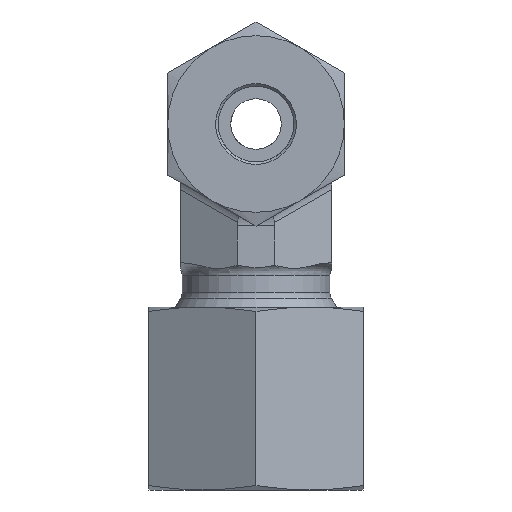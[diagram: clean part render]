
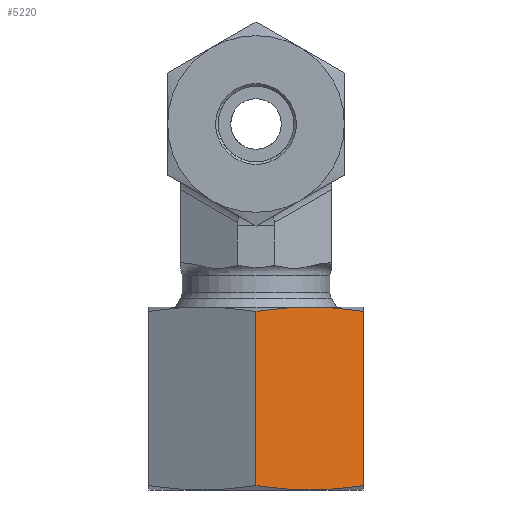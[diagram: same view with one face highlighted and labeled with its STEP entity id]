
A CAD part, front view. The second image highlights one B-rep face of the part: STEP entity #5220.
In plain terms, the highlighted face is planar.
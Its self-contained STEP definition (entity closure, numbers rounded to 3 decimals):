
#4605=CARTESIAN_POINT('',(4.25,7.361,14.5));
#4606=VERTEX_POINT('',#4605);
#4784=CARTESIAN_POINT('',(0.,9.815,14.148));
#4785=VERTEX_POINT('',#4784);
#4786=CARTESIAN_POINT('',(0.,9.815,14.148));
#4787=CARTESIAN_POINT('',(2.278,8.5,14.5));
#4788=CARTESIAN_POINT('',(4.25,7.361,14.5));
#4796=(BOUNDED_CURVE()B_SPLINE_CURVE(2,(#4786,#4787,#4788),.UNSPECIFIED.,.F.,.U.)B_SPLINE_CURVE_WITH_KNOTS((3,3),(0.874,1.492),.UNSPECIFIED.)CURVE()GEOMETRIC_REPRESENTATION_ITEM()RATIONAL_B_SPLINE_CURVE((1.109,1.093,1.0))REPRESENTATION_ITEM(''));
#4797=EDGE_CURVE('',#4785,#4606,#4796,.T.);
#4821=CARTESIAN_POINT('',(8.5,4.907,14.148));
#4822=VERTEX_POINT('',#4821);
#4823=CARTESIAN_POINT('',(4.25,7.361,14.5));
#4824=CARTESIAN_POINT('',(6.222,6.222,14.5));
#4825=CARTESIAN_POINT('',(8.5,4.907,14.148));
#4833=(BOUNDED_CURVE()B_SPLINE_CURVE(2,(#4823,#4824,#4825),.UNSPECIFIED.,.F.,.U.)B_SPLINE_CURVE_WITH_KNOTS((3,3),(1.492,2.11),.UNSPECIFIED.)CURVE()GEOMETRIC_REPRESENTATION_ITEM()RATIONAL_B_SPLINE_CURVE((1.0,1.093,1.109))REPRESENTATION_ITEM(''));
#4834=EDGE_CURVE('',#4606,#4822,#4833,.T.);
#4932=CARTESIAN_POINT('',(8.5,4.907,0.352));
#4933=VERTEX_POINT('',#4932);
#4934=CARTESIAN_POINT('',(4.25,7.361,0.0));
#4935=VERTEX_POINT('',#4934);
#4936=CARTESIAN_POINT('',(8.5,4.907,0.352));
#4937=CARTESIAN_POINT('',(6.222,6.222,0.));
#4938=CARTESIAN_POINT('',(4.25,7.361,0.0));
#4946=(BOUNDED_CURVE()B_SPLINE_CURVE(2,(#4936,#4937,#4938),.UNSPECIFIED.,.F.,.U.)B_SPLINE_CURVE_WITH_KNOTS((3,3),(0.874,1.492),.UNSPECIFIED.)CURVE()GEOMETRIC_REPRESENTATION_ITEM()RATIONAL_B_SPLINE_CURVE((1.109,1.093,1.0))REPRESENTATION_ITEM(''));
#4947=EDGE_CURVE('',#4933,#4935,#4946,.T.);
#4979=CARTESIAN_POINT('',(0.,9.815,0.352));
#4980=VERTEX_POINT('',#4979);
#4996=CARTESIAN_POINT('',(4.25,7.361,0.0));
#4997=CARTESIAN_POINT('',(2.278,8.5,0.));
#4998=CARTESIAN_POINT('',(0.,9.815,0.352));
#5006=(BOUNDED_CURVE()B_SPLINE_CURVE(2,(#4996,#4997,#4998),.UNSPECIFIED.,.F.,.U.)B_SPLINE_CURVE_WITH_KNOTS((3,3),(1.492,2.11),.UNSPECIFIED.)CURVE()GEOMETRIC_REPRESENTATION_ITEM()RATIONAL_B_SPLINE_CURVE((1.0,1.093,1.109))REPRESENTATION_ITEM(''));
#5007=EDGE_CURVE('',#4935,#4980,#5006,.T.);
#5197=CARTESIAN_POINT('',(0.,9.815,0.0));
#5198=DIRECTION('',(0.5,0.866,0.0));
#5199=DIRECTION('',(0.0,0.0,-1.0));
#5200=AXIS2_PLACEMENT_3D('',#5197,#5198,#5199);
#5201=PLANE('',#5200);
#5202=ORIENTED_EDGE('',*,*,#4797,.T.);
#5203=ORIENTED_EDGE('',*,*,#4834,.T.);
#5204=CARTESIAN_POINT('',(8.5,4.907,0.352));
#5205=DIRECTION('',(0.0,0.0,1.0));
#5206=VECTOR('',#5205,13.795);
#5207=LINE('',#5204,#5206);
#5208=EDGE_CURVE('',#4933,#4822,#5207,.T.);
#5209=ORIENTED_EDGE('',*,*,#5208,.F.);
#5210=ORIENTED_EDGE('',*,*,#4947,.T.);
#5211=ORIENTED_EDGE('',*,*,#5007,.T.);
#5212=CARTESIAN_POINT('',(0.,9.815,0.352));
#5213=DIRECTION('',(0.0,0.0,1.0));
#5214=VECTOR('',#5213,13.795);
#5215=LINE('',#5212,#5214);
#5216=EDGE_CURVE('',#4980,#4785,#5215,.T.);
#5217=ORIENTED_EDGE('',*,*,#5216,.T.);
#5218=EDGE_LOOP('',(#5202,#5203,#5209,#5210,#5211,#5217));
#5219=FACE_OUTER_BOUND('',#5218,.T.);
#5220=ADVANCED_FACE('',(#5219),#5201,.T.);
